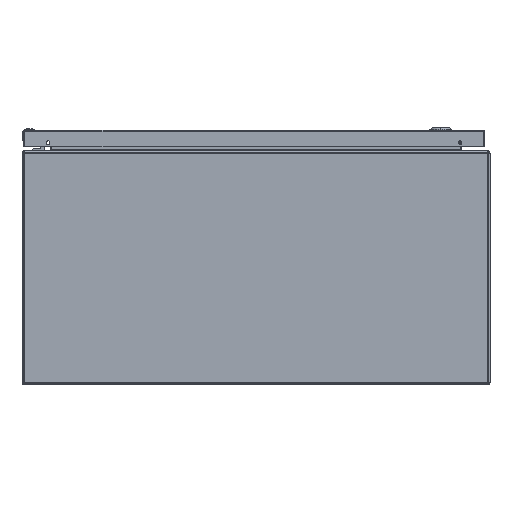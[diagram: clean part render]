
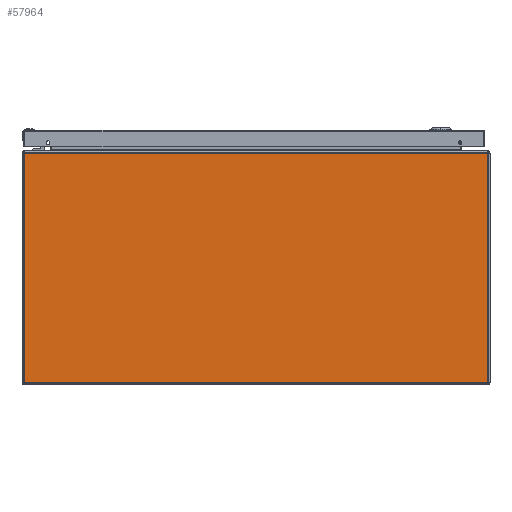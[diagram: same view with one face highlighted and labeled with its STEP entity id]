
A CAD part, front view. The second image highlights one B-rep face of the part: STEP entity #57964.
In plain terms, the highlighted planar face has unit normal (0, -1, 0).
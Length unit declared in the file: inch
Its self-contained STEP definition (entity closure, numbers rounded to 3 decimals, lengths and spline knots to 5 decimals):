
#233 = ORIENTED_EDGE ( 'NONE', *, *, #73673, .F. ) ;
#1263 = PLANE ( 'NONE',  #29464 ) ;
#3326 = VECTOR ( 'NONE', #38049, 39.37008 ) ;
#7300 = LINE ( 'NONE', #67695, #68977 ) ;
#7567 = CARTESIAN_POINT ( 'NONE',  ( -11.88189, -30., -5.88189 ) ) ;
#7978 = DIRECTION ( 'NONE',  ( 0., 1., 0. ) ) ;
#8072 = LINE ( 'NONE', #8848, #3326 ) ;
#8217 = ORIENTED_EDGE ( 'NONE', *, *, #74871, .F. ) ;
#8848 = CARTESIAN_POINT ( 'NONE',  ( 11.88189, -30., 6. ) ) ;
#13319 = CARTESIAN_POINT ( 'NONE',  ( -12., -30., 5.88189 ) ) ;
#13613 = DIRECTION ( 'NONE',  ( -1., 0., 0. ) ) ;
#17317 = VERTEX_POINT ( 'NONE', #21584 ) ;
#21584 = CARTESIAN_POINT ( 'NONE',  ( 11.88189, -30., -5.88189 ) ) ;
#29464 = AXIS2_PLACEMENT_3D ( 'NONE', #55757, #7978, #74292 ) ;
#31653 = FACE_OUTER_BOUND ( 'NONE', #75502, .T. ) ;
#34492 = CARTESIAN_POINT ( 'NONE',  ( -11.88189, -30., 5.88189 ) ) ;
#34772 = VERTEX_POINT ( 'NONE', #72542 ) ;
#35891 = VERTEX_POINT ( 'NONE', #34492 ) ;
#37384 = DIRECTION ( 'NONE',  ( 1., 0., 0. ) ) ;
#38049 = DIRECTION ( 'NONE',  ( 0., 0., -1. ) ) ;
#44299 = EDGE_CURVE ( 'NONE', #34772, #17317, #8072, .T. ) ;
#46393 = DIRECTION ( 'NONE',  ( 0., 0., 1. ) ) ;
#52313 = LINE ( 'NONE', #58645, #60201 ) ;
#55757 = CARTESIAN_POINT ( 'NONE',  ( -12., -30., 6. ) ) ;
#57189 = ORIENTED_EDGE ( 'NONE', *, *, #74223, .F. ) ;
#57964 = ADVANCED_FACE ( 'NONE', ( #31653 ), #1263, .F. ) ;
#58645 = CARTESIAN_POINT ( 'NONE',  ( -11.88189, -30., 6. ) ) ;
#60201 = VECTOR ( 'NONE', #46393, 39.37008 ) ;
#65253 = VERTEX_POINT ( 'NONE', #7567 ) ;
#67695 = CARTESIAN_POINT ( 'NONE',  ( -12., -30., -5.88189 ) ) ;
#68977 = VECTOR ( 'NONE', #13613, 39.37008 ) ;
#69101 = VECTOR ( 'NONE', #37384, 39.37008 ) ;
#72542 = CARTESIAN_POINT ( 'NONE',  ( 11.88189, -30., 5.88189 ) ) ;
#73673 = EDGE_CURVE ( 'NONE', #35891, #34772, #74883, .T. ) ;
#74223 = EDGE_CURVE ( 'NONE', #17317, #65253, #7300, .T. ) ;
#74292 = DIRECTION ( 'NONE',  ( 0., 0., 1. ) ) ;
#74871 = EDGE_CURVE ( 'NONE', #65253, #35891, #52313, .T. ) ;
#74883 = LINE ( 'NONE', #13319, #69101 ) ;
#75502 = EDGE_LOOP ( 'NONE', ( #57189, #77192, #233, #8217 ) ) ;
#77192 = ORIENTED_EDGE ( 'NONE', *, *, #44299, .F. ) ;
